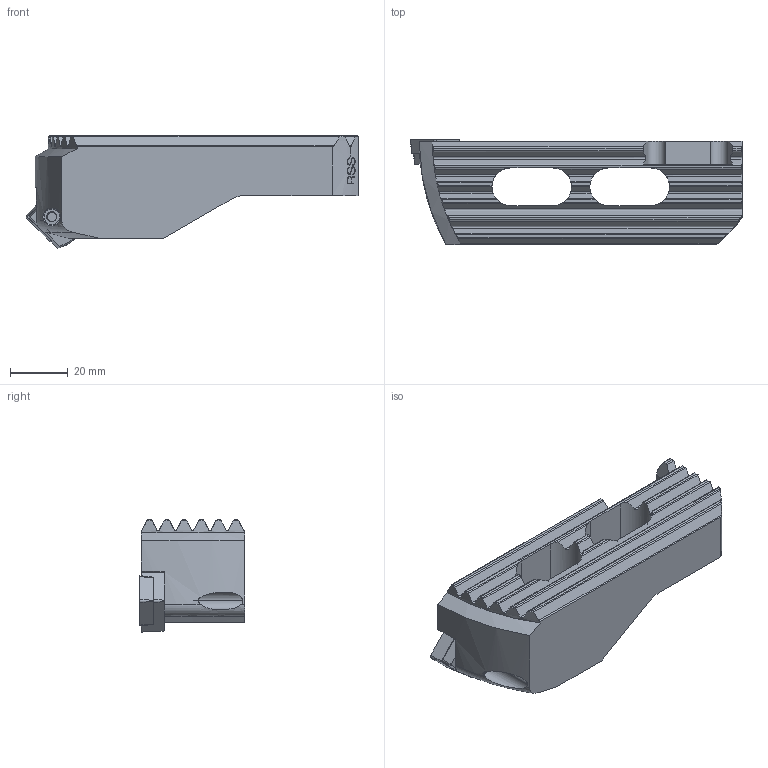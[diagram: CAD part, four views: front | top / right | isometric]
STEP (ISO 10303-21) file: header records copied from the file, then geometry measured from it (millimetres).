
FILE_DESCRIPTION(('no description'),'unknown implementation level');
FILE_NAME('71EFBEF2-B2D8-4F8C-ADEE-68ABAD2CC586_export.stp',' ',('CIMSOURCE GmbH'),('CADClick - KiM GmbH - www.kimweb.de'),'unknown preprocess','ACIS','unknown authorization');
FILE_SCHEMA(('automotive_design'));
Length unit declared in the file: millimetre
Products named in the file (5): 639.196 Kaiser  FM SW148 SC12|654.350 Kaiser SCMT 120408 P20C;Kombinieren1; 639.196 Kaiser  FM SW148 SC12|639.196 Kaiser FM SW148 SC12;Linear austragen20; 639.196 Kaiser  FM SW148 SC12|695.102 Kaiser ETL PLE SC12|691.757 Kaiser Gewindeb�chse SC12;Schnitt-Linear austragen1; 639.196 Kaiser  FM SW148 SC12|695.102 Kaiser ETL PLE SC12|694.145 Kaiser ETL M4x0.5x14 T15 IP 10S;Schnitt-Linear austragen2; 639.196 Kaiser  FM SW148 SC12|695.102 Kaiser ETL PLE SC12|695.102 Kaiser ETL PLE SC12;Schnitt-Linear austragen4
Bounding box: 115.28 x 36.49 x 38.93 mm (x, y, z)
Volume: 73983.6 mm3; surface area: 22199.1 mm2
Topology: 5 solids, 5 shells, 469 faces, 1283 edges, 844 vertices
Faces by surface type: plane 209, bspline 114, cylinder 106, cone 29, torus 7, sphere 4
Entity records: 40314 total; most frequent: CARTESIAN_POINT 14735, STYLED_ITEM 2601, PRESENTATION_STYLE_ASSIGNMENT 2601, COLOUR_RGB 2601, ORIENTED_EDGE 2566, DIRECTION 1912, EDGE_CURVE 1283, CURVE_STYLE 1283
